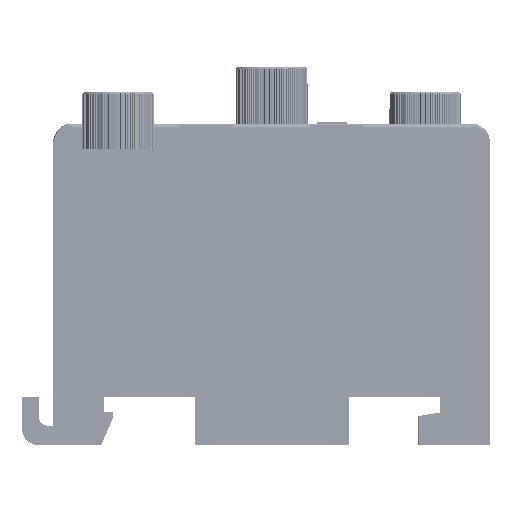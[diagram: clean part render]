
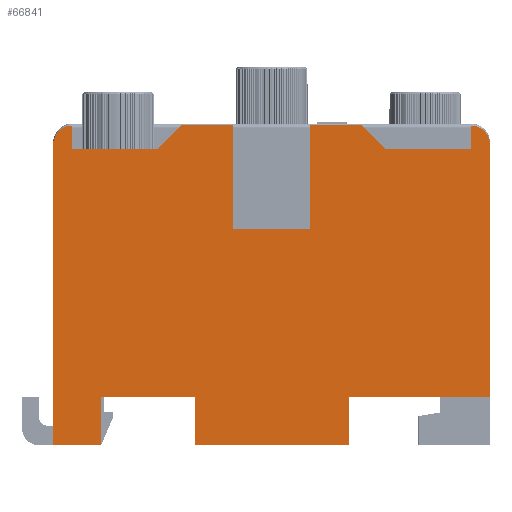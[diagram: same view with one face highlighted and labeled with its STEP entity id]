
A CAD part, left-side view. The second image highlights one B-rep face of the part: STEP entity #66841.
In plain terms, the highlighted planar face has unit normal (-1, 0, 0).
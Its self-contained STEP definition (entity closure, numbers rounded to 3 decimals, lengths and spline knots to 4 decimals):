
#1318=PLANE('',#71732);
#5197=FACE_OUTER_BOUND('',#8947,.T.);
#8947=EDGE_LOOP('',(#51247,#51248,#51249,#51250,#51251,#51252,#51253,#51254,
#51255,#51256,#51257,#51258,#51259,#51260,#51261,#51262,#51263,#51264,#51265,
#51266,#51267,#51268));
#12618=CIRCLE('',#71633,0.0787);
#12663=CIRCLE('',#71733,0.0787);
#17197=LINE('',#124556,#23026);
#17266=LINE('',#124781,#23095);
#17268=LINE('',#124785,#23097);
#17340=LINE('',#124943,#23169);
#17343=LINE('',#124951,#23172);
#17344=LINE('',#124953,#23173);
#17345=LINE('',#124955,#23174);
#17346=LINE('',#124957,#23175);
#17347=LINE('',#124959,#23176);
#17348=LINE('',#124961,#23177);
#17349=LINE('',#124963,#23178);
#17350=LINE('',#124965,#23179);
#17351=LINE('',#124967,#23180);
#17352=LINE('',#124969,#23181);
#17353=LINE('',#124973,#23182);
#17354=LINE('',#124975,#23183);
#17355=LINE('',#124977,#23184);
#17356=LINE('',#124978,#23185);
#17357=LINE('',#124979,#23186);
#17358=LINE('',#124980,#23187);
#23026=VECTOR('',#82595,0.3937);
#23095=VECTOR('',#82808,0.3937);
#23097=VECTOR('',#82812,0.3937);
#23169=VECTOR('',#82928,0.3937);
#23172=VECTOR('',#82937,0.3937);
#23173=VECTOR('',#82938,0.3937);
#23174=VECTOR('',#82939,0.3937);
#23175=VECTOR('',#82940,0.3937);
#23176=VECTOR('',#82941,0.3937);
#23177=VECTOR('',#82942,0.3937);
#23178=VECTOR('',#82943,0.3937);
#23179=VECTOR('',#82944,0.3937);
#23180=VECTOR('',#82945,0.3937);
#23181=VECTOR('',#82946,0.3937);
#23182=VECTOR('',#82949,0.3937);
#23183=VECTOR('',#82950,0.3937);
#23184=VECTOR('',#82951,0.3937);
#23185=VECTOR('',#82952,0.3937);
#23186=VECTOR('',#82953,0.3937);
#23187=VECTOR('',#82954,0.3937);
#29504=VERTEX_POINT('',#124549);
#29505=VERTEX_POINT('',#124551);
#29506=VERTEX_POINT('',#124555);
#29589=VERTEX_POINT('',#124778);
#29590=VERTEX_POINT('',#124780);
#29591=VERTEX_POINT('',#124784);
#29654=VERTEX_POINT('',#124940);
#29655=VERTEX_POINT('',#124942);
#29657=VERTEX_POINT('',#124950);
#29658=VERTEX_POINT('',#124952);
#29659=VERTEX_POINT('',#124954);
#29660=VERTEX_POINT('',#124956);
#29661=VERTEX_POINT('',#124958);
#29662=VERTEX_POINT('',#124960);
#29663=VERTEX_POINT('',#124962);
#29664=VERTEX_POINT('',#124964);
#29665=VERTEX_POINT('',#124966);
#29666=VERTEX_POINT('',#124968);
#29667=VERTEX_POINT('',#124970);
#29668=VERTEX_POINT('',#124972);
#29669=VERTEX_POINT('',#124974);
#29670=VERTEX_POINT('',#124976);
#37521=EDGE_CURVE('',#29505,#29504,#12618,.T.);
#37523=EDGE_CURVE('',#29505,#29506,#17197,.T.);
#37635=EDGE_CURVE('',#29590,#29589,#17266,.T.);
#37637=EDGE_CURVE('',#29590,#29591,#17268,.T.);
#37715=EDGE_CURVE('',#29654,#29655,#17340,.T.);
#37719=EDGE_CURVE('',#29506,#29657,#17343,.T.);
#37720=EDGE_CURVE('',#29658,#29504,#17344,.T.);
#37721=EDGE_CURVE('',#29658,#29659,#17345,.T.);
#37722=EDGE_CURVE('',#29660,#29659,#17346,.T.);
#37723=EDGE_CURVE('',#29661,#29660,#17347,.T.);
#37724=EDGE_CURVE('',#29662,#29661,#17348,.T.);
#37725=EDGE_CURVE('',#29662,#29663,#17349,.T.);
#37726=EDGE_CURVE('',#29664,#29663,#17350,.T.);
#37727=EDGE_CURVE('',#29665,#29664,#17351,.T.);
#37728=EDGE_CURVE('',#29665,#29666,#17352,.T.);
#37729=EDGE_CURVE('',#29666,#29667,#12663,.T.);
#37730=EDGE_CURVE('',#29668,#29667,#17353,.T.);
#37731=EDGE_CURVE('',#29669,#29668,#17354,.T.);
#37732=EDGE_CURVE('',#29669,#29670,#17355,.T.);
#37733=EDGE_CURVE('',#29670,#29655,#17356,.T.);
#37734=EDGE_CURVE('',#29591,#29654,#17357,.T.);
#37735=EDGE_CURVE('',#29589,#29657,#17358,.T.);
#51247=ORIENTED_EDGE('',*,*,#37719,.F.);
#51248=ORIENTED_EDGE('',*,*,#37523,.F.);
#51249=ORIENTED_EDGE('',*,*,#37521,.T.);
#51250=ORIENTED_EDGE('',*,*,#37720,.F.);
#51251=ORIENTED_EDGE('',*,*,#37721,.T.);
#51252=ORIENTED_EDGE('',*,*,#37722,.F.);
#51253=ORIENTED_EDGE('',*,*,#37723,.F.);
#51254=ORIENTED_EDGE('',*,*,#37724,.F.);
#51255=ORIENTED_EDGE('',*,*,#37725,.T.);
#51256=ORIENTED_EDGE('',*,*,#37726,.F.);
#51257=ORIENTED_EDGE('',*,*,#37727,.F.);
#51258=ORIENTED_EDGE('',*,*,#37728,.T.);
#51259=ORIENTED_EDGE('',*,*,#37729,.T.);
#51260=ORIENTED_EDGE('',*,*,#37730,.F.);
#51261=ORIENTED_EDGE('',*,*,#37731,.F.);
#51262=ORIENTED_EDGE('',*,*,#37732,.T.);
#51263=ORIENTED_EDGE('',*,*,#37733,.T.);
#51264=ORIENTED_EDGE('',*,*,#37715,.F.);
#51265=ORIENTED_EDGE('',*,*,#37734,.F.);
#51266=ORIENTED_EDGE('',*,*,#37637,.F.);
#51267=ORIENTED_EDGE('',*,*,#37635,.T.);
#51268=ORIENTED_EDGE('',*,*,#37735,.T.);
#66841=ADVANCED_FACE('',(#5197),#1318,.F.);
#71633=AXIS2_PLACEMENT_3D('',#124552,#82590,#82591);
#71732=AXIS2_PLACEMENT_3D('',#124949,#82935,#82936);
#71733=AXIS2_PLACEMENT_3D('',#124971,#82947,#82948);
#82590=DIRECTION('center_axis',(-1.,0.,0.));
#82591=DIRECTION('ref_axis',(0.,0.707,0.707));
#82595=DIRECTION('',(0.,0.,-1.));
#82808=DIRECTION('',(0.,1.,0.));
#82812=DIRECTION('',(0.,0.,-1.));
#82928=DIRECTION('',(0.,0.,1.));
#82935=DIRECTION('center_axis',(1.,0.,0.));
#82936=DIRECTION('ref_axis',(0.,1.,0.));
#82937=DIRECTION('',(0.,-1.,0.));
#82938=DIRECTION('',(0.,0.,1.));
#82939=DIRECTION('',(0.,-1.,0.));
#82940=DIRECTION('',(0.,0.,-1.));
#82941=DIRECTION('',(0.,1.,0.));
#82942=DIRECTION('',(0.,0.,1.));
#82943=DIRECTION('',(0.,-1.,0.));
#82944=DIRECTION('',(0.,0.,-1.));
#82945=DIRECTION('',(0.,1.,0.));
#82946=DIRECTION('',(0.,0.,1.));
#82947=DIRECTION('center_axis',(-1.,0.,0.));
#82948=DIRECTION('ref_axis',(0.,-0.707,0.707));
#82949=DIRECTION('',(0.,0.,1.));
#82950=DIRECTION('',(0.,-1.,0.));
#82951=DIRECTION('',(0.,0.707,0.707));
#82952=DIRECTION('',(0.,1.,0.));
#82953=DIRECTION('',(0.,-1.,0.));
#82954=DIRECTION('',(0.,0.707,-0.707));
#124549=CARTESIAN_POINT('',(-1.6201,0.8957,1.2323));
#124551=CARTESIAN_POINT('',(-1.6201,0.8169,1.311));
#124552=CARTESIAN_POINT('Origin',(-1.6201,0.8169,1.2323));
#124555=CARTESIAN_POINT('',(-1.6201,0.8169,1.2126));
#124556=CARTESIAN_POINT('',(-1.6201,0.8169,0.6555));
#124778=CARTESIAN_POINT('',(-1.6201,0.3709,1.311));
#124780=CARTESIAN_POINT('',(-1.6201,0.1575,1.311));
#124781=CARTESIAN_POINT('',(-1.6201,0.8957,1.311));
#124784=CARTESIAN_POINT('',(-1.6201,0.1575,0.8878));
#124785=CARTESIAN_POINT('',(-1.6201,0.1575,0.6555));
#124940=CARTESIAN_POINT('',(-1.6201,-0.1575,0.8878));
#124942=CARTESIAN_POINT('',(-1.6201,-0.1575,1.311));
#124943=CARTESIAN_POINT('',(-1.6201,-0.1575,0.6555));
#124949=CARTESIAN_POINT('Origin',(-1.6201,-0.8957,0.));
#124950=CARTESIAN_POINT('',(-1.6201,0.4693,1.2126));
#124951=CARTESIAN_POINT('',(-1.6201,-0.1263,1.2126));
#124952=CARTESIAN_POINT('',(-1.6201,0.8957,0.));
#124953=CARTESIAN_POINT('',(-1.6201,0.8957,0.));
#124954=CARTESIAN_POINT('',(-1.6201,0.6988,0.));
#124955=CARTESIAN_POINT('',(-1.6201,0.8957,0.));
#124956=CARTESIAN_POINT('',(-1.6201,0.6988,0.1969));
#124957=CARTESIAN_POINT('',(-1.6201,0.6988,0.));
#124958=CARTESIAN_POINT('',(-1.6201,0.3159,0.1969));
#124959=CARTESIAN_POINT('',(-1.6201,-0.2298,0.1969));
#124960=CARTESIAN_POINT('',(-1.6201,0.3159,0.));
#124961=CARTESIAN_POINT('',(-1.6201,0.3159,0.));
#124962=CARTESIAN_POINT('',(-1.6201,-0.3159,0.));
#124963=CARTESIAN_POINT('',(-1.6201,0.8957,0.));
#124964=CARTESIAN_POINT('',(-1.6201,-0.3159,0.1969));
#124965=CARTESIAN_POINT('',(-1.6201,-0.3159,0.));
#124966=CARTESIAN_POINT('',(-1.6201,-0.8957,0.1969));
#124967=CARTESIAN_POINT('',(-1.6201,-0.7151,0.1969));
#124968=CARTESIAN_POINT('',(-1.6201,-0.8957,1.2323));
#124969=CARTESIAN_POINT('',(-1.6201,-0.8957,0.));
#124970=CARTESIAN_POINT('',(-1.6201,-0.8169,1.311));
#124971=CARTESIAN_POINT('Origin',(-1.6201,-0.8169,
1.2323));
#124972=CARTESIAN_POINT('',(-1.6201,-0.8169,1.2126));
#124973=CARTESIAN_POINT('',(-1.6201,-0.8169,0.6555));
#124974=CARTESIAN_POINT('',(-1.6201,-0.4693,1.2126));
#124975=CARTESIAN_POINT('',(-1.6201,-0.7694,1.2126));
#124976=CARTESIAN_POINT('',(-1.6201,-0.3709,1.311));
#124977=CARTESIAN_POINT('',(-1.6201,-0.8544,0.8275));
#124978=CARTESIAN_POINT('',(-1.6201,0.8957,1.311));
#124979=CARTESIAN_POINT('',(-1.6201,-0.4478,0.8878));
#124980=CARTESIAN_POINT('',(-1.6201,0.4066,1.2753));
